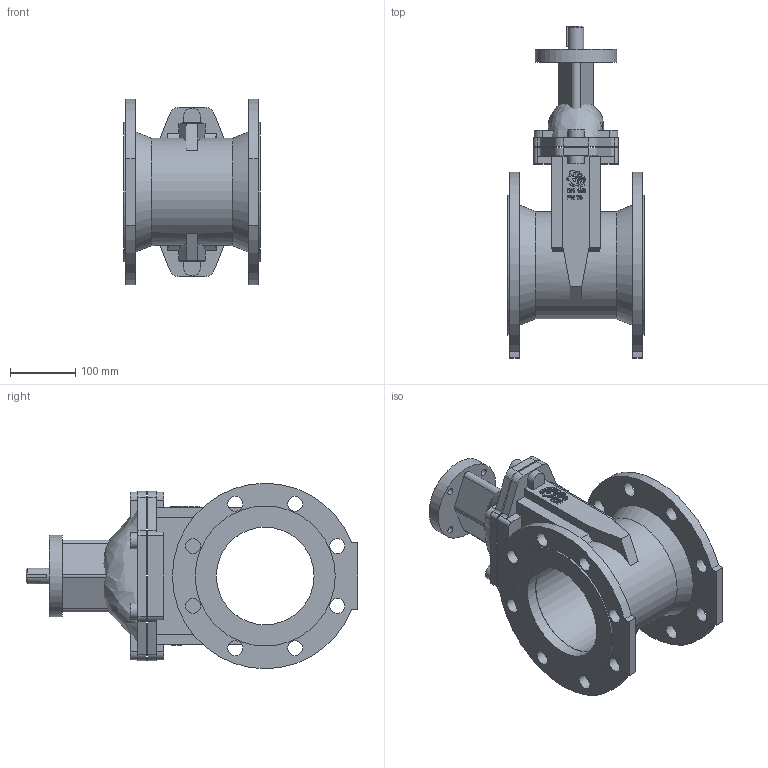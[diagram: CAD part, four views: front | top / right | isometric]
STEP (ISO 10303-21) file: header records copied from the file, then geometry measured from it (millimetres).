
FILE_DESCRIPTION(('STEP AP203'), '1');
FILE_NAME('3D_103-150-16', '', ('UNSPECIFIED'), ('UNSPECIFIED'), 'C3D Converter', 'C3D Toolkit', '');
FILE_SCHEMA(('CONFIG_CONTROL_DESIGN'));
Length unit declared in the file: millimetre
Bounding box: 210 x 509.86 x 284.99 mm (x, y, z)
Volume: 5371798.2 mm3; surface area: 714032.5 mm2
Topology: 7 solids, 8 shells, 3241 faces, 9522 edges, 6347 vertices
Faces by surface type: plane 3165, cylinder 72, cone 3, bspline 1
Full cylindrical faces by diameter (mm): 11 x4, 17 x2, 20 x2, 23 x16, 24 x1, 125 x1, 150 x3, 165 x1, 215 x2
Entity records: 132994 total; most frequent: CARTESIAN_POINT 20609, ORIENTED_EDGE 18970, DIRECTION 16119, EDGE_CURVE 9487, LINE 9305, VECTOR 9305, VERTEX_POINT 6347, AXIS2_PLACEMENT_3D 3407
